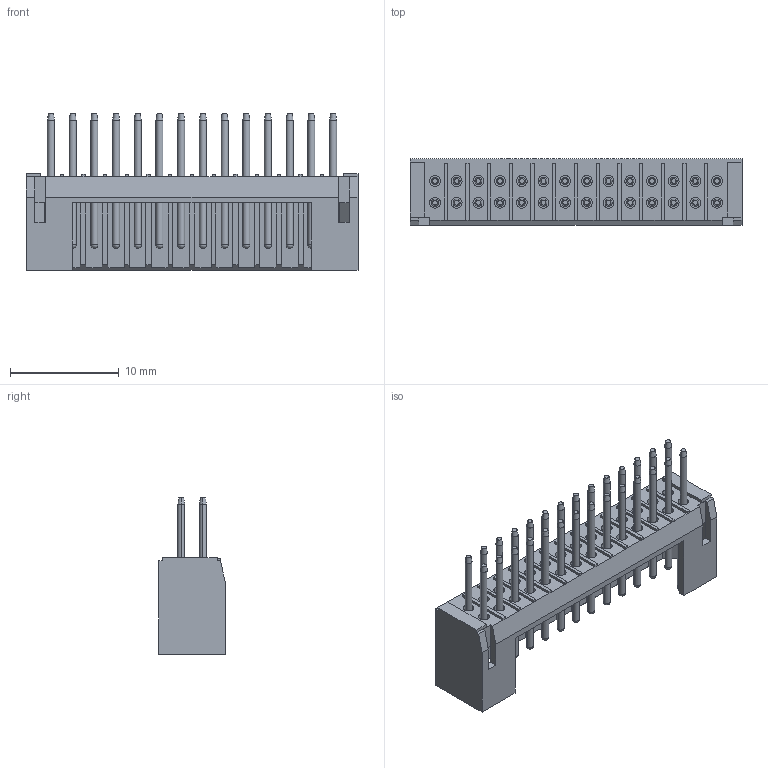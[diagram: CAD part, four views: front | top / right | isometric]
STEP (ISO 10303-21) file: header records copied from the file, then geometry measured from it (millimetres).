
FILE_DESCRIPTION (( 'STEP AP214' ), '1' );
FILE_NAME ('F3JL24-S28SD000-01-REF .STEP', '2026-04-21T06:22:40', ( '' ), ( '' ), 'SwSTEP 2.0', 'SolidWorks 2021', '' );
FILE_SCHEMA (( 'AUTOMOTIVE_DESIGN' ));
Length unit declared in the file: millimetre
Products named in the file (1): F3JL24-S28SD000-01-REF 
Bounding box: 30.6 x 6.1 x 14.4 mm (x, y, z)
Volume: 748.7 mm3; surface area: 1885 mm2
Topology: 1 solids, 1 shells, 512 faces, 1282 edges, 796 vertices
Faces by surface type: plane 232, cylinder 168, sphere 56, cone 56
Entity records: 14424 total; most frequent: DIRECTION 2644, CARTESIAN_POINT 2423, ORIENTED_EDGE 2340, EDGE_CURVE 1170, AXIS2_PLACEMENT_3D 961, VERTEX_POINT 740, VECTOR 722, LINE 722
